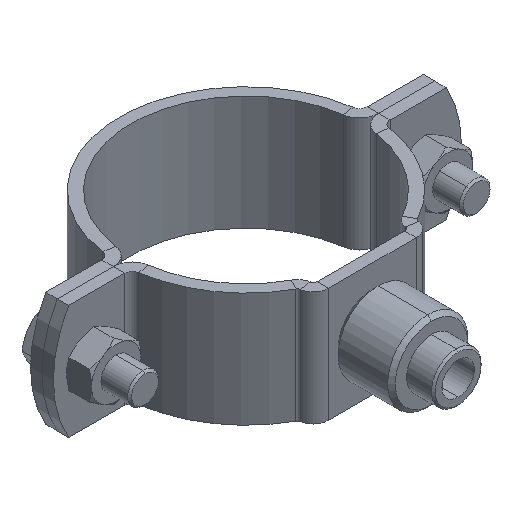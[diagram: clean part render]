
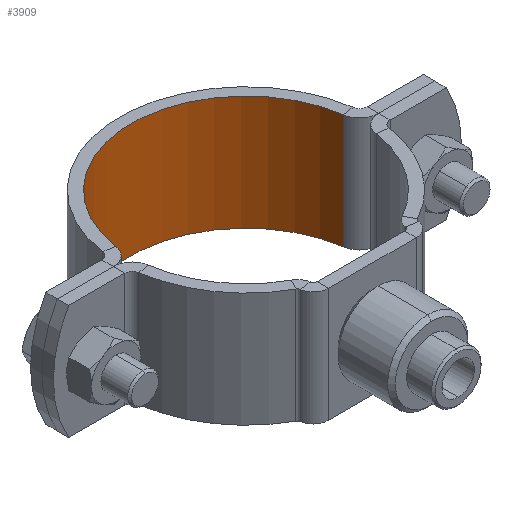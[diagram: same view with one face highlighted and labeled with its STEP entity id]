
A CAD part, isometric view. The second image highlights one B-rep face of the part: STEP entity #3909.
In plain terms, the highlighted cylindrical face has radius 30.15 mm (diameter 60.3 mm), a partial arc.
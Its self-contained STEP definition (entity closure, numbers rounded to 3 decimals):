
#64 = DIRECTION ( 'NONE',  ( 0., 0., -1. ) ) ;
#134 = CARTESIAN_POINT ( 'NONE',  ( -29.843, 4.289, 15. ) ) ;
#279 = CARTESIAN_POINT ( 'NONE',  ( 29.843, 4.289, 15. ) ) ;
#327 = EDGE_LOOP ( 'NONE', ( #441, #3272, #975, #1787 ) ) ;
#441 = ORIENTED_EDGE ( 'NONE', *, *, #3583, .F. ) ;
#443 = LINE ( 'NONE', #784, #3587 ) ;
#665 = AXIS2_PLACEMENT_3D ( 'NONE', #2311, #1233, #1276 ) ;
#784 = CARTESIAN_POINT ( 'NONE',  ( -29.843, 4.289, 15. ) ) ;
#816 = DIRECTION ( 'NONE',  ( 0., 0., 1. ) ) ;
#975 = ORIENTED_EDGE ( 'NONE', *, *, #4007, .T. ) ;
#1126 = CYLINDRICAL_SURFACE ( 'NONE', #3482, 30.15 ) ;
#1233 = DIRECTION ( 'NONE',  ( 0., 0., 1. ) ) ;
#1276 = DIRECTION ( 'NONE',  ( -1., 0., 0. ) ) ;
#1315 = DIRECTION ( 'NONE',  ( 0., 0., -1. ) ) ;
#1336 = CIRCLE ( 'NONE', #1772, 30.15 ) ;
#1421 = EDGE_CURVE ( 'NONE', #4120, #4359, #3773, .T. ) ;
#1494 = CARTESIAN_POINT ( 'NONE',  ( 0., 0., 15. ) ) ;
#1762 = CARTESIAN_POINT ( 'NONE',  ( -29.843, 4.289, -15. ) ) ;
#1772 = AXIS2_PLACEMENT_3D ( 'NONE', #2601, #816, #3309 ) ;
#1787 = ORIENTED_EDGE ( 'NONE', *, *, #2979, .T. ) ;
#1830 = DIRECTION ( 'NONE',  ( 0., 0., -1. ) ) ;
#1990 = VERTEX_POINT ( 'NONE', #134 ) ;
#2286 = CIRCLE ( 'NONE', #665, 30.15 ) ;
#2311 = CARTESIAN_POINT ( 'NONE',  ( 0., 0., 15. ) ) ;
#2531 = VECTOR ( 'NONE', #1315, 1000. ) ;
#2601 = CARTESIAN_POINT ( 'NONE',  ( 0., 0., -15. ) ) ;
#2967 = VERTEX_POINT ( 'NONE', #1762 ) ;
#2979 = EDGE_CURVE ( 'NONE', #1990, #2967, #443, .T. ) ;
#3212 = DIRECTION ( 'NONE',  ( 1., 0., 0. ) ) ;
#3272 = ORIENTED_EDGE ( 'NONE', *, *, #1421, .F. ) ;
#3309 = DIRECTION ( 'NONE',  ( -1., 0., 0. ) ) ;
#3482 = AXIS2_PLACEMENT_3D ( 'NONE', #1494, #1830, #3212 ) ;
#3543 = FACE_OUTER_BOUND ( 'NONE', #327, .T. ) ;
#3583 = EDGE_CURVE ( 'NONE', #4359, #2967, #1336, .T. ) ;
#3587 = VECTOR ( 'NONE', #64, 1000. ) ;
#3773 = LINE ( 'NONE', #4118, #2531 ) ;
#3909 = ADVANCED_FACE ( 'NONE', ( #3543 ), #1126, .F. ) ;
#4007 = EDGE_CURVE ( 'NONE', #4120, #1990, #2286, .T. ) ;
#4118 = CARTESIAN_POINT ( 'NONE',  ( 29.843, 4.289, 15. ) ) ;
#4120 = VERTEX_POINT ( 'NONE', #279 ) ;
#4359 = VERTEX_POINT ( 'NONE', #4388 ) ;
#4388 = CARTESIAN_POINT ( 'NONE',  ( 29.843, 4.289, -15. ) ) ;
